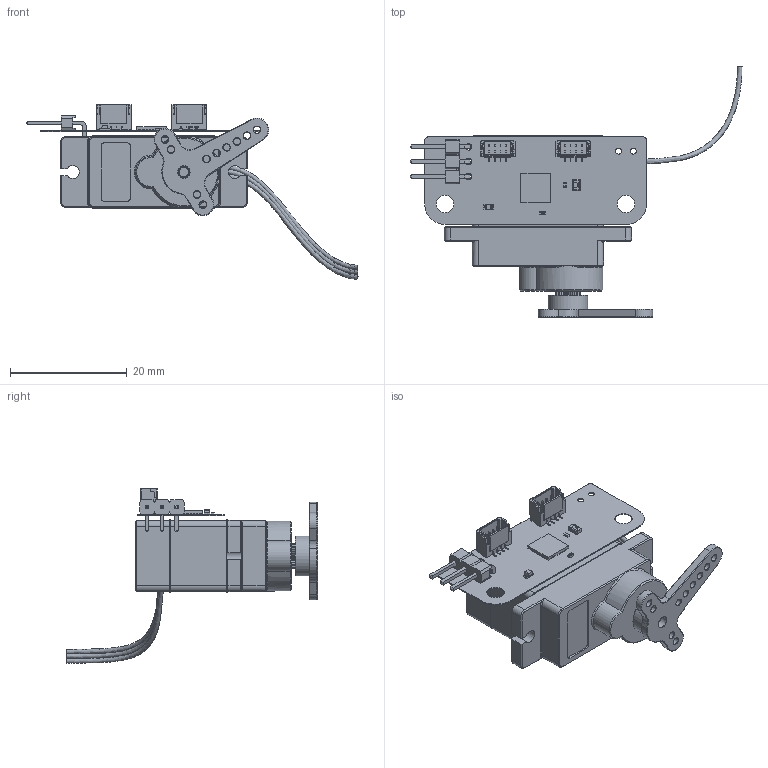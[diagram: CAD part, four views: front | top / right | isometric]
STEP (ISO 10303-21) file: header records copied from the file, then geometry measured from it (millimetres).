
FILE_DESCRIPTION(('Open CASCADE Model'),'2;1');
FILE_NAME('Open CASCADE Shape Model','2025-04-08T08:19:36',('Author'),( 'Open CASCADE'),'Open CASCADE STEP processor 7.5','Open CASCADE 7.5' ,'Unknown');
FILE_SCHEMA(('AUTOMOTIVE_DESIGN { 1 0 10303 214 1 1 1 1 }'));
Length unit declared in the file: millimetre
Products named in the file (36): PCB; Board; Open CASCADE STEP translator 7.5 6.1.1; U; DUELink-U-Connector-BM04B-SRSS-TB; D; DUELink-Connector-BM04B-SRSS-TB; M1; 61300311021; 6130xx11021_PIN; STAT; 0603 LED Green; Solid1; Solid4; R4; User Library-R SMD 0402; User Library-R SMD 0402_0402 BODY; User Library-R SMD 0402_0402 PAD; User Library-R SMD 0402_0402 OPIS; C2; 0805 SMD Capacitor; C1; C0402; Free-Models; Servo; PernoServo; LevaServo; STM32-QFN32
Assembly tree (38 placements, depth 4):
  PCB
    Board
      Open CASCADE STEP translator 7.5 6.1.1
    U
      DUELink-U-Connector-BM04B-SRSS-TB
    D
      DUELink-Connector-BM04B-SRSS-TB
    M1
      61300311021
        6130xx11021_PIN  x3
        61300311021
    STAT
      0603 LED Green
        Solid1
        Solid4
        Solid1
        Solid1
        Solid4
        Solid1
        Solid1
        Solid1
    R4
      User Library-R SMD 0402
        User Library-R SMD 0402_0402 BODY
        User Library-R SMD 0402_0402 PAD  x2
        User Library-R SMD 0402_0402 OPIS
    C2
      0805 SMD Capacitor
    C1
      C0402
    Free-Models
      Servo
        Servo
        PernoServo
        LevaServo
      STM32-QFN32
Bounding box: 56.91 x 43.03 x 29.86 mm (x, y, z)
Volume: 7514.5 mm3; surface area: 5588.6 mm2
Topology: 89 solids, 89 shells, 1997 faces, 6317 edges, 5950 vertices
Faces by surface type: plane 1296, cylinder 450, bspline 87, torus 80, cone 68, sphere 8, revolution 8
Full cylindrical faces by diameter (mm): 0.8 x3, 1.016 x2, 1.1 x3, 1.2 x10, 1.6 x1, 2 x1, 3 x2, 4.5 x1, 6.8 x1
Entity records: 80926 total; most frequent: CARTESIAN_POINT 20913, DIRECTION 10617, ORIENTED_EDGE 9542, LINE 4949, VECTOR 4949, EDGE_CURVE 4771, VERTEX_POINT 3026, AXIS2_PLACEMENT_3D 2830
